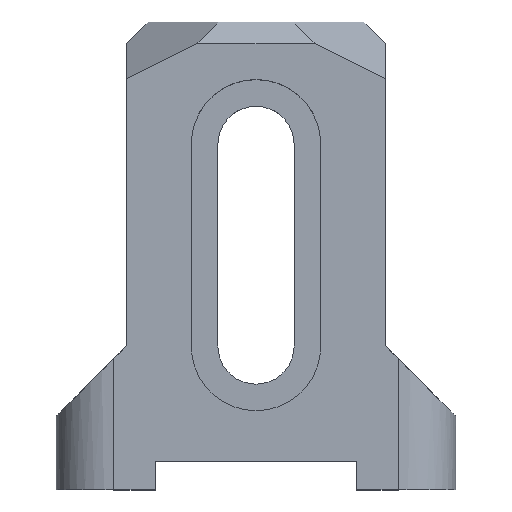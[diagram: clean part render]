
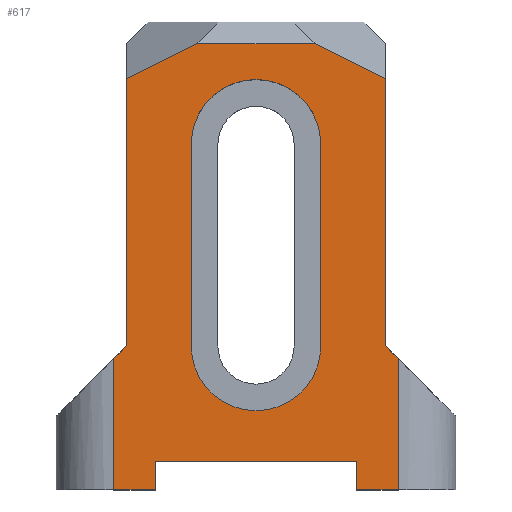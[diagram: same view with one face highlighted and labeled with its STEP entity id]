
A CAD part, top view. The second image highlights one B-rep face of the part: STEP entity #617.
In plain terms, the highlighted planar face has unit normal (0, 0, 1).
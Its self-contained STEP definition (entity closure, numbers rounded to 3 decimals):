
#29=FACE_BOUND('',#86,.T.);
#34=CIRCLE('',#670,4.5);
#35=CIRCLE('',#671,4.5);
#53=FACE_OUTER_BOUND('',#85,.T.);
#85=EDGE_LOOP('',(#423,#424,#425,#426,#427,#428,#429,#430,#431,#432,#433,
#434,#435,#436));
#86=EDGE_LOOP('',(#437,#438,#439,#440));
#119=LINE('',#903,#188);
#129=LINE('',#923,#198);
#131=LINE('',#927,#200);
#132=LINE('',#929,#201);
#133=LINE('',#931,#202);
#134=LINE('',#933,#203);
#135=LINE('',#935,#204);
#136=LINE('',#937,#205);
#137=LINE('',#939,#206);
#138=LINE('',#941,#207);
#139=LINE('',#943,#208);
#140=LINE('',#945,#209);
#141=LINE('',#947,#210);
#142=LINE('',#948,#211);
#143=LINE('',#951,#212);
#144=LINE('',#955,#213);
#188=VECTOR('',#724,10.);
#198=VECTOR('',#738,10.);
#200=VECTOR('',#742,1000.);
#201=VECTOR('',#743,1000.);
#202=VECTOR('',#744,1000.);
#203=VECTOR('',#745,1000.);
#204=VECTOR('',#746,1000.);
#205=VECTOR('',#747,1000.);
#206=VECTOR('',#748,1000.);
#207=VECTOR('',#749,1000.);
#208=VECTOR('',#750,1000.);
#209=VECTOR('',#751,1000.);
#210=VECTOR('',#752,10.);
#211=VECTOR('',#753,10.);
#212=VECTOR('',#754,10.);
#213=VECTOR('',#757,1000.);
#257=VERTEX_POINT('',#901);
#258=VERTEX_POINT('',#902);
#266=VERTEX_POINT('',#922);
#267=VERTEX_POINT('',#926);
#268=VERTEX_POINT('',#928);
#269=VERTEX_POINT('',#930);
#270=VERTEX_POINT('',#932);
#271=VERTEX_POINT('',#934);
#272=VERTEX_POINT('',#936);
#273=VERTEX_POINT('',#938);
#274=VERTEX_POINT('',#940);
#275=VERTEX_POINT('',#942);
#276=VERTEX_POINT('',#944);
#277=VERTEX_POINT('',#946);
#278=VERTEX_POINT('',#949);
#279=VERTEX_POINT('',#950);
#280=VERTEX_POINT('',#952);
#281=VERTEX_POINT('',#954);
#317=EDGE_CURVE('',#257,#258,#119,.T.);
#327=EDGE_CURVE('',#258,#266,#129,.T.);
#329=EDGE_CURVE('',#267,#257,#131,.T.);
#330=EDGE_CURVE('',#267,#268,#132,.T.);
#331=EDGE_CURVE('',#268,#269,#133,.T.);
#332=EDGE_CURVE('',#270,#269,#134,.T.);
#333=EDGE_CURVE('',#270,#271,#135,.T.);
#334=EDGE_CURVE('',#271,#272,#136,.T.);
#335=EDGE_CURVE('',#273,#272,#137,.T.);
#336=EDGE_CURVE('',#274,#273,#138,.T.);
#337=EDGE_CURVE('',#275,#274,#139,.T.);
#338=EDGE_CURVE('',#275,#276,#140,.F.);
#339=EDGE_CURVE('',#276,#277,#141,.T.);
#340=EDGE_CURVE('',#266,#277,#142,.T.);
#341=EDGE_CURVE('',#278,#279,#143,.T.);
#342=EDGE_CURVE('',#279,#280,#34,.T.);
#343=EDGE_CURVE('',#280,#281,#144,.T.);
#344=EDGE_CURVE('',#281,#278,#35,.T.);
#423=ORIENTED_EDGE('',*,*,#317,.F.);
#424=ORIENTED_EDGE('',*,*,#329,.F.);
#425=ORIENTED_EDGE('',*,*,#330,.T.);
#426=ORIENTED_EDGE('',*,*,#331,.T.);
#427=ORIENTED_EDGE('',*,*,#332,.F.);
#428=ORIENTED_EDGE('',*,*,#333,.T.);
#429=ORIENTED_EDGE('',*,*,#334,.T.);
#430=ORIENTED_EDGE('',*,*,#335,.F.);
#431=ORIENTED_EDGE('',*,*,#336,.F.);
#432=ORIENTED_EDGE('',*,*,#337,.F.);
#433=ORIENTED_EDGE('',*,*,#338,.T.);
#434=ORIENTED_EDGE('',*,*,#339,.T.);
#435=ORIENTED_EDGE('',*,*,#340,.F.);
#436=ORIENTED_EDGE('',*,*,#327,.F.);
#437=ORIENTED_EDGE('',*,*,#341,.T.);
#438=ORIENTED_EDGE('',*,*,#342,.T.);
#439=ORIENTED_EDGE('',*,*,#343,.T.);
#440=ORIENTED_EDGE('',*,*,#344,.T.);
#593=PLANE('',#669);
#617=ADVANCED_FACE('',(#53,#29),#593,.T.);
#669=AXIS2_PLACEMENT_3D('',#925,#740,#741);
#670=AXIS2_PLACEMENT_3D('',#953,#755,#756);
#671=AXIS2_PLACEMENT_3D('',#956,#758,#759);
#724=DIRECTION('',(0.894,0.447,0.));
#738=DIRECTION('',(1.,0.,0.));
#740=DIRECTION('center_axis',(0.,0.,1.));
#741=DIRECTION('ref_axis',(1.,0.,0.));
#742=DIRECTION('',(0.,1.,0.));
#743=DIRECTION('',(-0.707,-0.707,0.));
#744=DIRECTION('',(0.,-1.,0.));
#745=DIRECTION('',(-1.,0.,0.));
#746=DIRECTION('',(0.,1.,0.));
#747=DIRECTION('',(1.,0.,0.));
#748=DIRECTION('',(0.,1.,0.));
#749=DIRECTION('',(-1.,0.,0.));
#750=DIRECTION('',(0.,-1.,0.));
#751=DIRECTION('',(0.707,-0.707,0.));
#752=DIRECTION('',(0.,1.,0.));
#753=DIRECTION('',(0.894,-0.447,0.));
#754=DIRECTION('',(0.,-1.,0.));
#755=DIRECTION('center_axis',(0.,0.,-1.));
#756=DIRECTION('ref_axis',(1.,0.,0.));
#757=DIRECTION('',(0.,1.,0.));
#758=DIRECTION('center_axis',(0.,0.,-1.));
#759=DIRECTION('ref_axis',(1.,0.,0.));
#901=CARTESIAN_POINT('',(11.,6.551,38.));
#902=CARTESIAN_POINT('',(15.899,9.,38.));
#903=CARTESIAN_POINT('',(13.43,7.765,38.));
#922=CARTESIAN_POINT('',(24.101,9.,38.));
#923=CARTESIAN_POINT('',(15.5,9.,38.));
#925=CARTESIAN_POINT('Origin',(20.,-7.,38.));
#926=CARTESIAN_POINT('',(11.,-12.,38.));
#927=CARTESIAN_POINT('',(11.,-7.,38.));
#928=CARTESIAN_POINT('',(10.125,-12.875,38.));
#929=CARTESIAN_POINT('',(11.,-12.,38.));
#930=CARTESIAN_POINT('',(10.125,-22.,38.));
#931=CARTESIAN_POINT('',(10.125,-17.,38.));
#932=CARTESIAN_POINT('',(13.,-22.,38.));
#933=CARTESIAN_POINT('',(20.,-22.,38.));
#934=CARTESIAN_POINT('',(13.,-20.,38.));
#935=CARTESIAN_POINT('',(13.,-21.,38.));
#936=CARTESIAN_POINT('',(27.,-20.,38.));
#937=CARTESIAN_POINT('',(13.,-20.,38.));
#938=CARTESIAN_POINT('',(27.,-22.,38.));
#939=CARTESIAN_POINT('',(27.,-21.,38.));
#940=CARTESIAN_POINT('',(29.875,-22.,38.));
#941=CARTESIAN_POINT('',(20.,-22.,38.));
#942=CARTESIAN_POINT('',(29.875,-12.875,38.));
#943=CARTESIAN_POINT('',(29.875,-17.,38.));
#944=CARTESIAN_POINT('',(29.,-12.,38.));
#945=CARTESIAN_POINT('',(34.,-17.,38.));
#946=CARTESIAN_POINT('',(29.,6.551,38.));
#947=CARTESIAN_POINT('',(29.,-2.,38.));
#948=CARTESIAN_POINT('',(25.67,8.215,38.));
#949=CARTESIAN_POINT('',(24.5,2.,38.));
#950=CARTESIAN_POINT('',(24.5,-12.,38.));
#951=CARTESIAN_POINT('',(24.5,-2.5,38.));
#952=CARTESIAN_POINT('',(15.5,-12.,38.));
#953=CARTESIAN_POINT('Origin',(20.,-12.,38.));
#954=CARTESIAN_POINT('',(15.5,2.,38.));
#955=CARTESIAN_POINT('',(15.5,-7.,38.));
#956=CARTESIAN_POINT('Origin',(20.,2.,38.));
